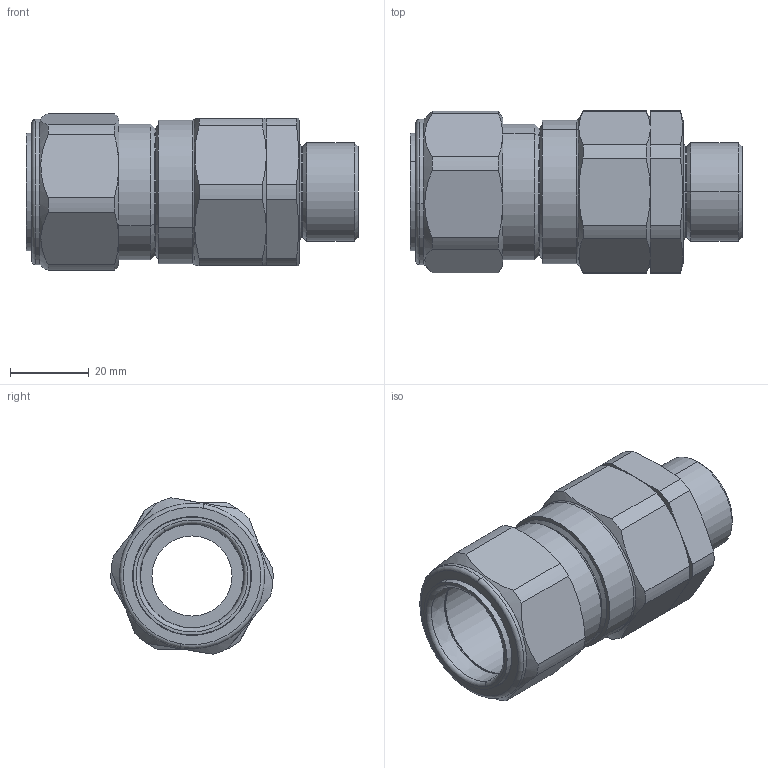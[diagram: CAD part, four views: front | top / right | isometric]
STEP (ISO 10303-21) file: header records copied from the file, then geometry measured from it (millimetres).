
FILE_DESCRIPTION (( 'STEP AP203' ), '1' );
FILE_NAME ('25C2K1RA.STEP', '2021-03-29T13:12:03', ( '' ), ( '' ), 'SwSTEP 2.0', 'SolidWorks 2017', '' );
FILE_SCHEMA (( 'CONFIG_CONTROL_DESIGN' ));
Length unit declared in the file: millimetre
Products named in the file (1): 25C2K1RA
Bounding box: 84.45 x 41.23 x 39.82 mm (x, y, z)
Volume: 43542.8 mm3; surface area: 18557.3 mm2
Topology: 1 solids, 1 shells, 110 faces, 254 edges, 152 vertices
Faces by surface type: cone 34, cylinder 34, plane 32, torus 10
Entity records: 3443 total; most frequent: CARTESIAN_POINT 873, DIRECTION 548, ORIENTED_EDGE 508, EDGE_CURVE 254, AXIS2_PLACEMENT_3D 231, VERTEX_POINT 152, CIRCLE 120, EDGE_LOOP 118
